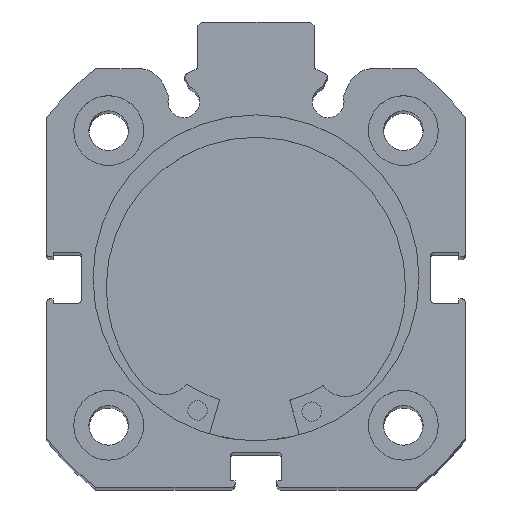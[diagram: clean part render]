
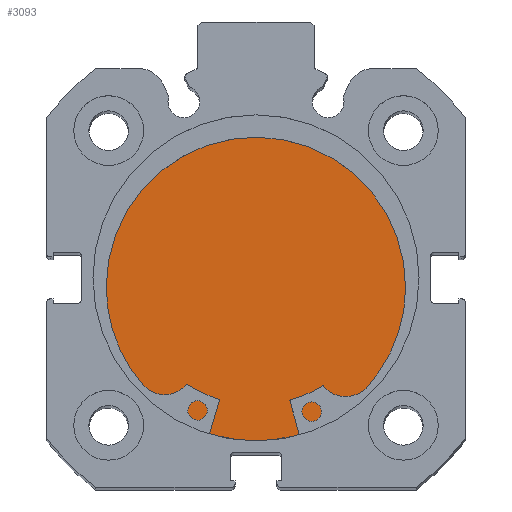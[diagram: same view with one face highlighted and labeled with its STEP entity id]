
A CAD part, top view. The second image highlights one B-rep face of the part: STEP entity #3093.
In plain terms, the highlighted face is planar.
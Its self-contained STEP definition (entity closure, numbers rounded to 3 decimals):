
#854 = VERTEX_POINT ( 'NONE', #1239 ) ;
#1239 = CARTESIAN_POINT ( 'NONE',  ( 8.5, 0., 21. ) ) ;
#1335 = CARTESIAN_POINT ( 'NONE',  ( 8.5, 0., -21. ) ) ;
#1377 = VERTEX_POINT ( 'NONE', #1335 ) ;
#2079 = ORIENTED_EDGE ( 'NONE', *, *, #3252, .F. ) ;
#2080 = ORIENTED_EDGE ( 'NONE', *, *, #3260, .F. ) ;
#2103 = EDGE_LOOP ( 'NONE', ( #2080, #2079 ) ) ;
#2204 = DIRECTION ( 'NONE',  ( 0., 0., 1. ) ) ;
#2205 = DIRECTION ( 'NONE',  ( -1., 0., 0. ) ) ;
#2206 = CARTESIAN_POINT ( 'NONE',  ( 8.5, 0., 0. ) ) ;
#2212 = DIRECTION ( 'NONE',  ( 0., 0., 1. ) ) ;
#2218 = DIRECTION ( 'NONE',  ( -1., 0., 0. ) ) ;
#2222 = PLANE ( 'NONE',  #3795 ) ;
#2226 = CARTESIAN_POINT ( 'NONE',  ( 8.5, 21., 0. ) ) ;
#2233 = DIRECTION ( 'NONE',  ( 0., 0., 1. ) ) ;
#2235 = DIRECTION ( 'NONE',  ( -1., 0., 0. ) ) ;
#2236 = CARTESIAN_POINT ( 'NONE',  ( 8.5, 0., 0. ) ) ;
#3093 = ADVANCED_FACE ( 'NONE', ( #4551 ), #2222, .F. ) ;
#3252 = EDGE_CURVE ( 'NONE', #1377, #854, #4836, .T. ) ;
#3260 = EDGE_CURVE ( 'NONE', #854, #1377, #4847, .T. ) ;
#3795 = AXIS2_PLACEMENT_3D ( 'NONE', #2226, #2218, #2212 ) ;
#3915 = AXIS2_PLACEMENT_3D ( 'NONE', #2236, #2235, #2233 ) ;
#3920 = AXIS2_PLACEMENT_3D ( 'NONE', #2206, #2205, #2204 ) ;
#4551 = FACE_OUTER_BOUND ( 'NONE', #2103, .T. ) ;
#4836 = CIRCLE ( 'NONE', #3915, 21. ) ;
#4847 = CIRCLE ( 'NONE', #3920, 21. ) ;
